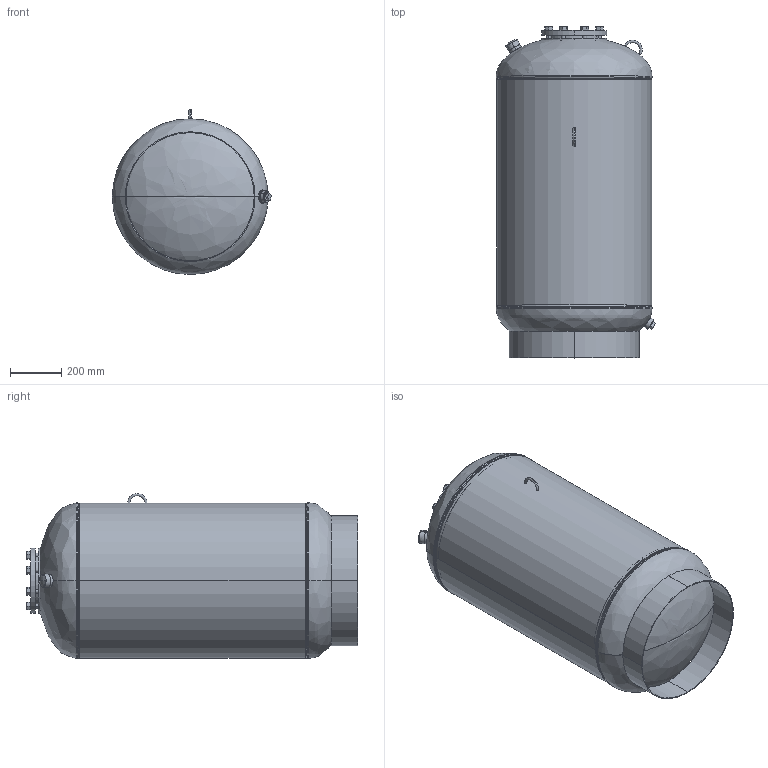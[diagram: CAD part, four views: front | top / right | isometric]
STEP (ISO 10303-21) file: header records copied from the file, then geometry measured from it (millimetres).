
FILE_DESCRIPTION (( 'STEP AP203' ), '1' );
FILE_NAME ('NLAP-325.STEP', '2021-03-15T14:50:13', ( '' ), ( '' ), 'SwSTEP 2.0', 'SolidWorks 2021', '' );
FILE_SCHEMA (( 'CONFIG_CONTROL_DESIGN' ));
Length unit declared in the file: inch
Products named in the file (19): 99B1100; PLUGS_9500150; 9200140; 9400540; 9400056; 9800477; 9800532; 9400044; 99Q0092; NLAP-325; 9800620_HHNUT 0.6250-11-D-N; 9800512; 9801512; 9800448; 9500000; 9500050; 9800187; 9800460_03-34
Assembly tree (33 placements, depth 2):
  NLAP-325
    99B1100
    9200140
    9200140
    9500000
    9500050
    PLUGS_9500150
    9800512
    9800460_03-34
    9801512
    9400056
    9400044
    9800532  x8
    9800620_HHNUT 0.6250-11-D-N  x8
    9800187
    9800448
    9800477
    99Q0092
    9400540  x2
Bounding box: 624.08 x 1298.83 x 646.18 mm (x, y, z)
Volume: 15366820.7 mm3; surface area: 8163408.5 mm2
Topology: 34 solids, 34 shells, 745 faces, 1809 edges, 1105 vertices
Faces by surface type: cylinder 345, cone 190, plane 140, torus 46, bspline 12, sphere 12
Entity records: 32629 total; most frequent: CARTESIAN_POINT 17846, ORIENTED_EDGE 2642, DIRECTION 2398, EDGE_CURVE 1321, AXIS2_PLACEMENT_3D 1003, VERTEX_POINT 835, EDGE_LOOP 694, ADVANCED_FACE 517
